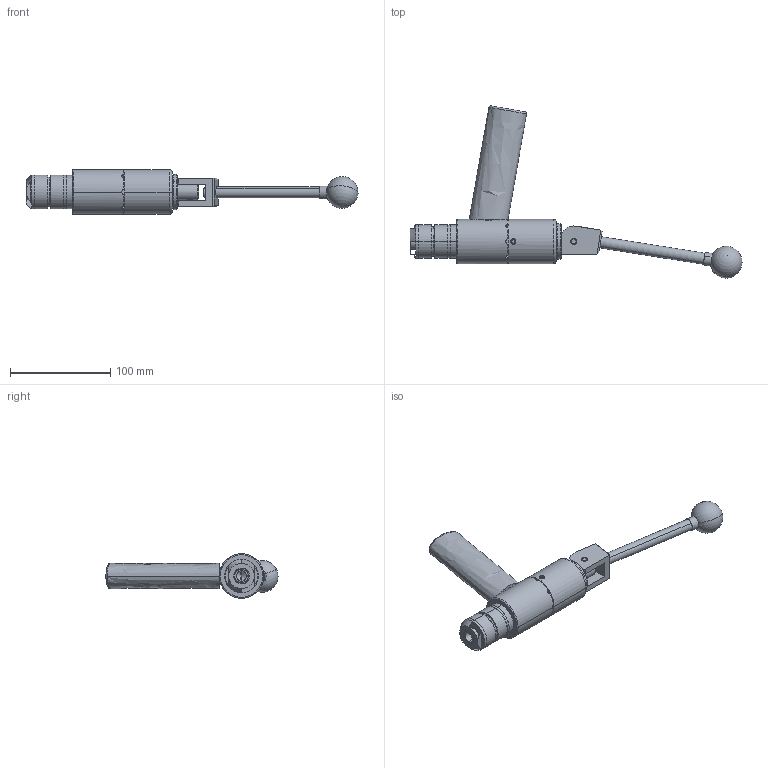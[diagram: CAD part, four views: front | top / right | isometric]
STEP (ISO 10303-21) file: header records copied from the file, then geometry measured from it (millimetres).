
FILE_DESCRIPTION (( 'STEP AP214' ), '1' );
FILE_NAME ('CTSC-003568.STEP', '2025-06-26T14:16:51', ( '' ), ( '' ), 'SwSTEP 2.0', 'SolidWorks 2023', '' );
FILE_SCHEMA (( 'AUTOMOTIVE_DESIGN' ));
Length unit declared in the file: inch
Products named in the file (1): CTSC-003568
Bounding box: 331.23 x 171.73 x 44.45 mm (x, y, z)
Volume: 308228 mm3; surface area: 81137.9 mm2
Topology: 11 solids, 12 shells, 315 faces, 757 edges, 479 vertices
Faces by surface type: cylinder 131, plane 112, cone 44, torus 19, bspline 7, sphere 2
Entity records: 15622 total; most frequent: CARTESIAN_POINT 4275, DIRECTION 1521, ORIENTED_EDGE 1488, EDGE_CURVE 744, AXIS2_PLACEMENT_3D 606, VERTEX_POINT 474, EDGE_LOOP 358, DIMENSIONAL_EXPONENTS 317
